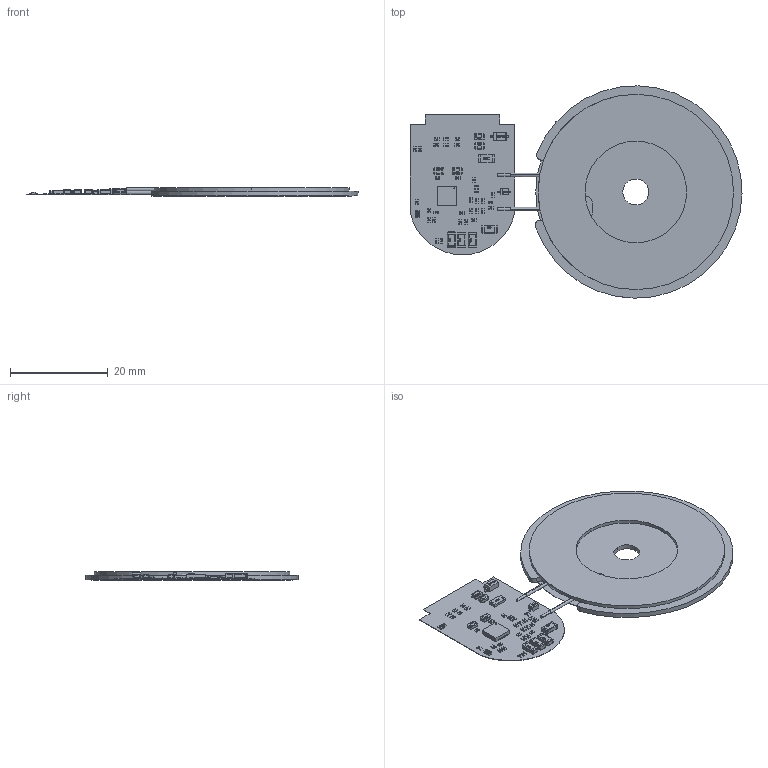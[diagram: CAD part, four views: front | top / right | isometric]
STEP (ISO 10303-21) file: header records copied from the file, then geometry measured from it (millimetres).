
FILE_DESCRIPTION((''),'2;1');
FILE_NAME('U15QT-6072_V200_20221208_ASM','2025-02-19T16:51:25',('刘威'),(''),'CREO PARAMETRIC BY PTC INC, 2021063','CREO PARAMETRIC BY PTC INC, 2021063','');
FILE_SCHEMA(('CONFIG_CONTROL_DESIGN','SHAPE_APPEARANCE_LAYERS_GROUPS'));
Products named in the file (78): MPP-TX-FERRITE-P1_1; MPP-TX-FERRITE-P-M_ASM_1_ASM; MPP-TX_COIL-P_1; MPP-TX_COIL-P_ASM_1_ASM; 3M-9448; MPP-TX-COIL-MODULE-P_ASM_1_ASM; BOARD_1; USER_LIBRARY-QFN_24_4X4; U1_ASM; SW3DPS-0402_SMD_RESISTOR; R9_ASM; R8_ASM; R7_ASM; R6_ASM; R5_ASM; R4_ASM; R3_ASM; R0603_1; R0603_2; R0603_ASM; R22_ASM; R2_ASM; R18_ASM; R16_ASM; R15_ASM; R14_ASM; R13_ASM; R12_ASM; R11_ASM; R1206_1; R1206_2; R1206_ASM; R10_ASM; R1_ASM; SOD-123_1; SOD-123_2; SOD-123_3; SOD-123_4; SOD-123_ASM; D2_ASM ...
Assembly tree (113 placements, depth 6):
  U15QT-6072_V200_20221208_ASM
    MPP-TX-COIL-MODULE-P_ASM_1_ASM
      MPP-TX-FERRITE-P-M_ASM_1_ASM
        MPP-TX-FERRITE-P1_1
      MPP-TX_COIL-P_ASM_1_ASM
        MPP-TX_COIL-P_1
      3M-9448
    U15QT-6072_V200_20221208_1__ASM
      PCB_1_ASM
        BOARD_1
        U1_ASM
          USER_LIBRARY-QFN_24_4X4
        R9_ASM
          SW3DPS-0402_SMD_RESISTOR
        R8_ASM
          SW3DPS-0402_SMD_RESISTOR
        R7_ASM
          SW3DPS-0402_SMD_RESISTOR
        R6_ASM
          SW3DPS-0402_SMD_RESISTOR
        R5_ASM
          SW3DPS-0402_SMD_RESISTOR
        R4_ASM
          SW3DPS-0402_SMD_RESISTOR
        R3_ASM
          SW3DPS-0402_SMD_RESISTOR
        R22_ASM
          R0603_ASM
            R0603_1
            R0603_2
        R2_ASM
          SW3DPS-0402_SMD_RESISTOR
        R18_ASM
          SW3DPS-0402_SMD_RESISTOR
        R16_ASM
          SW3DPS-0402_SMD_RESISTOR
        R15_ASM
          SW3DPS-0402_SMD_RESISTOR
        R14_ASM
          SW3DPS-0402_SMD_RESISTOR
        R13_ASM
          SW3DPS-0402_SMD_RESISTOR
        R12_ASM
          SW3DPS-0402_SMD_RESISTOR
        R11_ASM
          SW3DPS-0402_SMD_RESISTOR
        R10_ASM
          R1206_ASM
            R1206_1
            R1206_2
        R1_ASM
          SW3DPS-0402_SMD_RESISTOR
        D2_ASM
          SOD-123_ASM
            SOD-123_1
            SOD-123_2
            SOD-123_3
            SOD-123_4
        D1_ASM
          SOD-323_ASM
Bounding box: 68 x 43.49 x 1.78 mm (x, y, z)
Volume: 2238.3 mm3; surface area: 8936 mm2
Topology: 58 solids, 58 shells, 4223 faces, 10200 edges, 6020 vertices
Faces by surface type: plane 1893, extrusion 1141, cylinder 861, sphere 328
Entity records: 66257 total; most frequent: CARTESIAN_POINT 23247, ORIENTED_EDGE 5756, DIRECTION 5081, PRESENTATION_STYLE_ASSIGNMENT 3806, STYLED_ITEM 3113, CURVE_STYLE 3092, EDGE_CURVE 2878, VECTOR 2263
